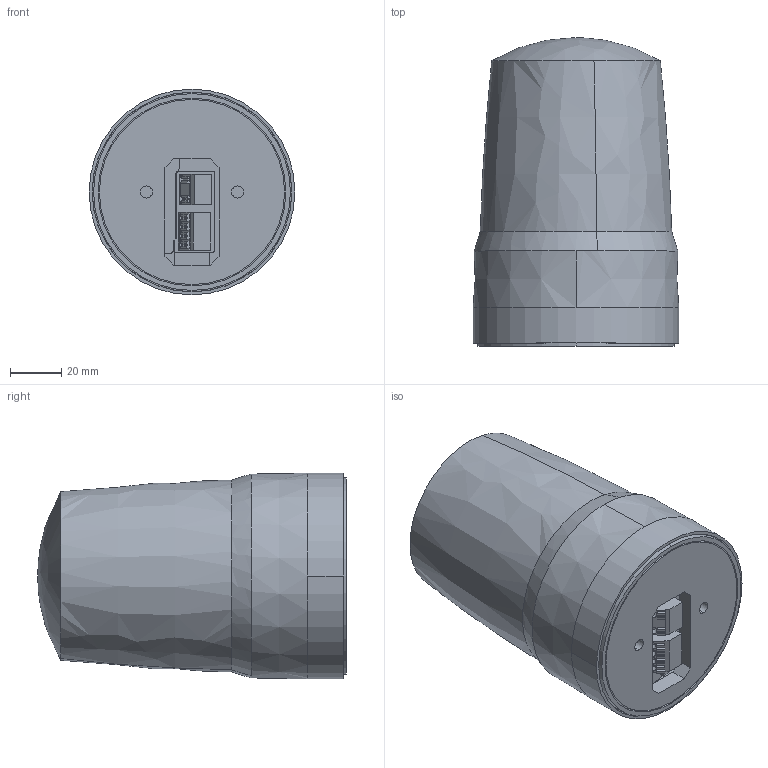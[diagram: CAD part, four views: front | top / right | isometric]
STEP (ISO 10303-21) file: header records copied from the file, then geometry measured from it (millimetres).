
FILE_DESCRIPTION (( 'STEP AP203' ), '1' );
FILE_NAME ('SF08-M1KTN-Y.step', '2025-02-24T17:27:53', ( '' ), ( '' ), 'SwSTEP 2.0', 'SolidWorks 2024', '' );
FILE_SCHEMA (( 'CONFIG_CONTROL_DESIGN' ));
Length unit declared in the file: millimetre
Products named in the file (1): SF08-M1KTN-Y
Bounding box: 80 x 120 x 80 mm (x, y, z)
Volume: 475433.5 mm3; surface area: 52390.7 mm2
Topology: 2 solids, 2 shells, 287 faces, 780 edges, 515 vertices
Faces by surface type: plane 199, bspline 52, cylinder 23, cone 13
Entity records: 9403 total; most frequent: CARTESIAN_POINT 2492, ORIENTED_EDGE 1560, DIRECTION 1223, EDGE_CURVE 780, VECTOR 583, LINE 583, VERTEX_POINT 515, AXIS2_PLACEMENT_3D 320
